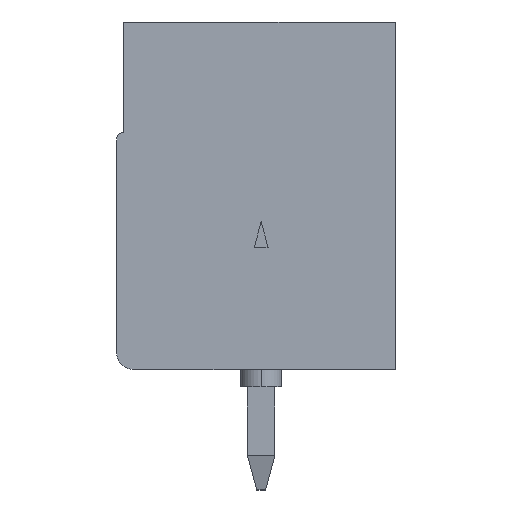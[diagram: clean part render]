
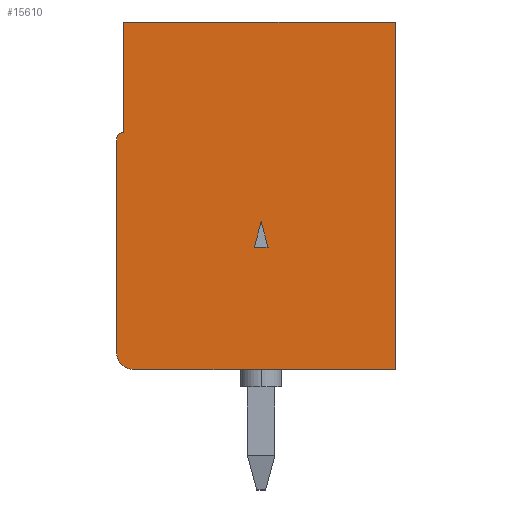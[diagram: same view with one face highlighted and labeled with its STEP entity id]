
A CAD part, left-side view. The second image highlights one B-rep face of the part: STEP entity #15610.
In plain terms, the highlighted planar face has unit normal (-1, 0, 0).
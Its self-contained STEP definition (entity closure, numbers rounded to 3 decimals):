
#12027=CARTESIAN_POINT('',(-15.95,4.,6.9));
#12028=VERTEX_POINT('',#12027);
#12044=CARTESIAN_POINT('',(-15.95,4.2,6.7));
#12045=VERTEX_POINT('',#12044);
#12052=CARTESIAN_POINT('',(-15.95,4.,6.7));
#12053=DIRECTION('',(-1.0,0.0,0.0));
#12054=DIRECTION('',(0.0,0.0,1.0));
#12055=AXIS2_PLACEMENT_3D('',#12052,#12053,#12054);
#12056=CIRCLE('',#12055,0.2);
#12057=EDGE_CURVE('',#12028,#12045,#12056,.T.);
#12376=CARTESIAN_POINT('',(-15.95,0.,4.3));
#12377=VERTEX_POINT('',#12376);
#12385=CARTESIAN_POINT('',(-15.95,-0.201,3.55));
#12386=VERTEX_POINT('',#12385);
#12393=CARTESIAN_POINT('',(-15.95,-0.201,3.55));
#12394=DIRECTION('',(0.0,0.259,0.966));
#12395=VECTOR('',#12394,0.776);
#12396=LINE('',#12393,#12395);
#12397=EDGE_CURVE('',#12386,#12377,#12396,.T.);
#12409=CARTESIAN_POINT('',(-15.95,0.201,3.55));
#12410=VERTEX_POINT('',#12409);
#12417=CARTESIAN_POINT('',(-15.95,0.201,3.55));
#12418=DIRECTION('',(0.0,-1.0,0.0));
#12419=VECTOR('',#12418,0.402);
#12420=LINE('',#12417,#12419);
#12421=EDGE_CURVE('',#12410,#12386,#12420,.T.);
#12434=CARTESIAN_POINT('',(-15.95,0.,4.3));
#12435=DIRECTION('',(0.0,0.259,-0.966));
#12436=VECTOR('',#12435,0.776);
#12437=LINE('',#12434,#12436);
#12438=EDGE_CURVE('',#12377,#12410,#12437,.T.);
#12450=CARTESIAN_POINT('',(-15.95,3.7,0.));
#12451=VERTEX_POINT('',#12450);
#12458=CARTESIAN_POINT('',(-15.95,4.2,0.5));
#12459=VERTEX_POINT('',#12458);
#12460=CARTESIAN_POINT('',(-15.95,3.7,0.5));
#12461=DIRECTION('',(-1.0,0.0,0.0));
#12462=DIRECTION('',(0.0,0.0,1.0));
#12463=AXIS2_PLACEMENT_3D('',#12460,#12461,#12462);
#12464=CIRCLE('',#12463,0.5);
#12465=EDGE_CURVE('',#12459,#12451,#12464,.T.);
#15560=CARTESIAN_POINT('',(-15.95,-4.305,-0.505));
#15561=DIRECTION('',(-1.0,0.0,0.0));
#15562=DIRECTION('',(0.0,0.0,1.0));
#15563=AXIS2_PLACEMENT_3D('',#15560,#15561,#15562);
#15564=PLANE('',#15563);
#15565=CARTESIAN_POINT('',(-15.95,-3.9,0.));
#15566=VERTEX_POINT('',#15565);
#15567=CARTESIAN_POINT('',(-15.95,-3.9,10.1));
#15568=VERTEX_POINT('',#15567);
#15569=CARTESIAN_POINT('',(-15.95,-3.9,0.));
#15570=DIRECTION('',(0.0,0.0,1.0));
#15571=VECTOR('',#15570,10.1);
#15572=LINE('',#15569,#15571);
#15573=EDGE_CURVE('',#15566,#15568,#15572,.T.);
#15574=ORIENTED_EDGE('',*,*,#15573,.T.);
#15575=CARTESIAN_POINT('',(-15.95,4.,10.1));
#15576=VERTEX_POINT('',#15575);
#15577=CARTESIAN_POINT('',(-15.95,-3.9,10.1));
#15578=DIRECTION('',(0.0,1.0,0.0));
#15579=VECTOR('',#15578,7.9);
#15580=LINE('',#15577,#15579);
#15581=EDGE_CURVE('',#15568,#15576,#15580,.T.);
#15582=ORIENTED_EDGE('',*,*,#15581,.T.);
#15583=CARTESIAN_POINT('',(-15.95,4.,6.9));
#15584=DIRECTION('',(0.0,0.0,1.0));
#15585=VECTOR('',#15584,3.2);
#15586=LINE('',#15583,#15585);
#15587=EDGE_CURVE('',#12028,#15576,#15586,.T.);
#15588=ORIENTED_EDGE('',*,*,#15587,.F.);
#15589=ORIENTED_EDGE('',*,*,#12057,.T.);
#15590=CARTESIAN_POINT('',(-15.95,4.2,6.7));
#15591=DIRECTION('',(0.0,0.0,-1.0));
#15592=VECTOR('',#15591,6.2);
#15593=LINE('',#15590,#15592);
#15594=EDGE_CURVE('',#12045,#12459,#15593,.T.);
#15595=ORIENTED_EDGE('',*,*,#15594,.T.);
#15596=ORIENTED_EDGE('',*,*,#12465,.T.);
#15597=CARTESIAN_POINT('',(-15.95,3.7,0.));
#15598=DIRECTION('',(0.0,-1.0,0.0));
#15599=VECTOR('',#15598,7.6);
#15600=LINE('',#15597,#15599);
#15601=EDGE_CURVE('',#12451,#15566,#15600,.T.);
#15602=ORIENTED_EDGE('',*,*,#15601,.T.);
#15603=EDGE_LOOP('',(#15574,#15582,#15588,#15589,#15595,#15596,#15602));
#15604=FACE_OUTER_BOUND('',#15603,.T.);
#15605=ORIENTED_EDGE('',*,*,#12397,.F.);
#15606=ORIENTED_EDGE('',*,*,#12421,.F.);
#15607=ORIENTED_EDGE('',*,*,#12438,.F.);
#15608=EDGE_LOOP('',(#15605,#15606,#15607));
#15609=FACE_BOUND('',#15608,.T.);
#15610=ADVANCED_FACE('',(#15604,#15609),#15564,.T.);
